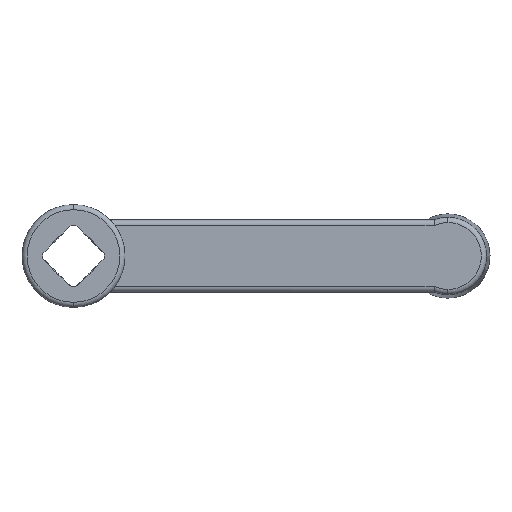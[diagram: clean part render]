
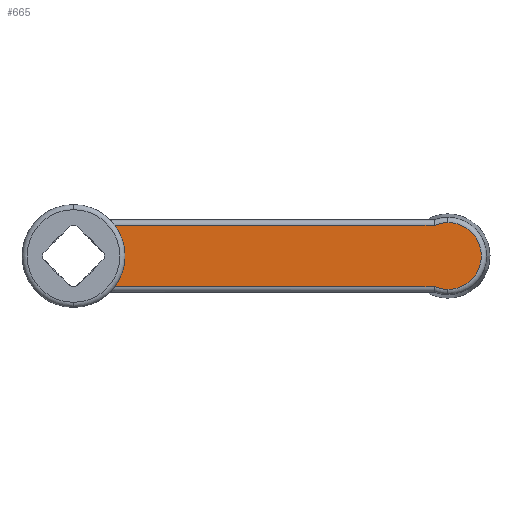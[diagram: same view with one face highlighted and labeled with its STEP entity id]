
A CAD part, left-side view. The second image highlights one B-rep face of the part: STEP entity #665.
In plain terms, the highlighted planar face has unit normal (-1, 0, 0).
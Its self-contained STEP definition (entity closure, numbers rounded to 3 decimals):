
#467=VERTEX_POINT('',#1091);
#487=EDGE_CURVE('',#467,#543,#1111,.T.);
#523=EDGE_CURVE('',#543,#825,#1151,.T.);
#539=EDGE_CURVE('',#611,#753,#1169,.T.);
#543=VERTEX_POINT('',#1173);
#611=VERTEX_POINT('',#1248);
#665=ADVANCED_FACE('',(#1311),#1312,.T.);
#753=VERTEX_POINT('',#1412);
#825=VERTEX_POINT('',#1493);
#849=EDGE_CURVE('',#885,#753,#1519,.T.);
#877=EDGE_CURVE('',#467,#611,#1548,.T.);
#885=VERTEX_POINT('',#1556);
#901=EDGE_CURVE('',#825,#885,#1573,.T.);
#1091=CARTESIAN_POINT('',(15.4,-8.8,-6.6));
#1111=LINE('',#1894,#1895);
#1151=CIRCLE('',#1972,7.15);
#1169=LINE('',#1994,#1995);
#1173=CARTESIAN_POINT('',(15.4,-77.25,-6.6));
#1248=CARTESIAN_POINT('',(15.4,-8.8,6.6));
#1311=FACE_OUTER_BOUND('',#2240,.T.);
#1312=PLANE('',#2241);
#1412=CARTESIAN_POINT('',(15.4,-77.25,6.6));
#1493=CARTESIAN_POINT('',(15.4,-80.0,-7.15));
#1519=CIRCLE('',#2581,7.15);
#1548=CIRCLE('',#2647,11.0);
#1556=CARTESIAN_POINT('',(15.4,-80.0,7.15));
#1573=CIRCLE('',#2727,7.15);
#1894=CARTESIAN_POINT('',(15.4,0.,-6.6));
#1895=VECTOR('',#2898,1.0);
#1972=AXIS2_PLACEMENT_3D('',#2941,#2942,#2943);
#1994=CARTESIAN_POINT('',(15.4,0.,6.6));
#1995=VECTOR('',#2964,1.0);
#2240=EDGE_LOOP('',(#3163,#3164,#3165,#3166,#3167,#3168));
#2241=AXIS2_PLACEMENT_3D('',#3169,#3170,#3171);
#2581=AXIS2_PLACEMENT_3D('',#3468,#3469,#3470);
#2647=AXIS2_PLACEMENT_3D('',#3484,#3485,#3486);
#2727=AXIS2_PLACEMENT_3D('',#3498,#3499,#3500);
#2898=DIRECTION('',(0.0,-1.0,0.));
#2941=CARTESIAN_POINT('',(15.4,-80.0,0.0));
#2942=DIRECTION('',(-1.0,0.0,0.0));
#2943=DIRECTION('',(0.0,1.0,0.0));
#2964=DIRECTION('',(0.0,-1.0,0.));
#3163=ORIENTED_EDGE('',*,*,#487,.T.);
#3164=ORIENTED_EDGE('',*,*,#523,.T.);
#3165=ORIENTED_EDGE('',*,*,#901,.T.);
#3166=ORIENTED_EDGE('',*,*,#849,.T.);
#3167=ORIENTED_EDGE('',*,*,#539,.F.);
#3168=ORIENTED_EDGE('',*,*,#877,.F.);
#3169=CARTESIAN_POINT('',(15.4,0.,-6.6));
#3170=DIRECTION('',(-1.0,0.,0.));
#3171=DIRECTION('',(0.,0.,-1.0));
#3468=CARTESIAN_POINT('',(15.4,-80.0,0.0));
#3469=DIRECTION('',(-1.0,0.0,0.0));
#3470=DIRECTION('',(0.0,1.0,0.0));
#3484=CARTESIAN_POINT('',(15.4,0.0,0.0));
#3485=DIRECTION('',(-1.0,0.,0.));
#3486=DIRECTION('',(0.,0.,-1.0));
#3498=CARTESIAN_POINT('',(15.4,-80.0,0.0));
#3499=DIRECTION('',(-1.0,0.0,0.0));
#3500=DIRECTION('',(0.0,1.0,0.0));
